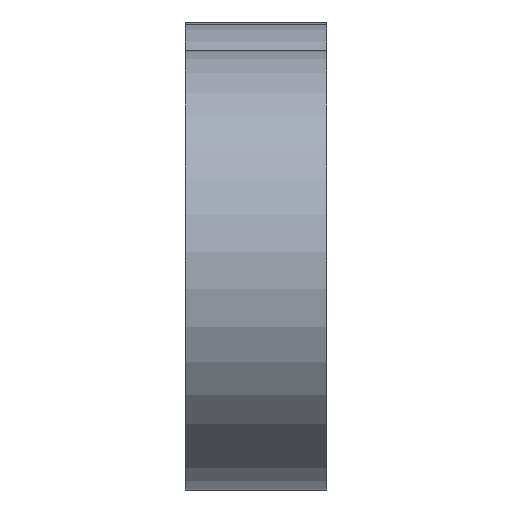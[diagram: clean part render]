
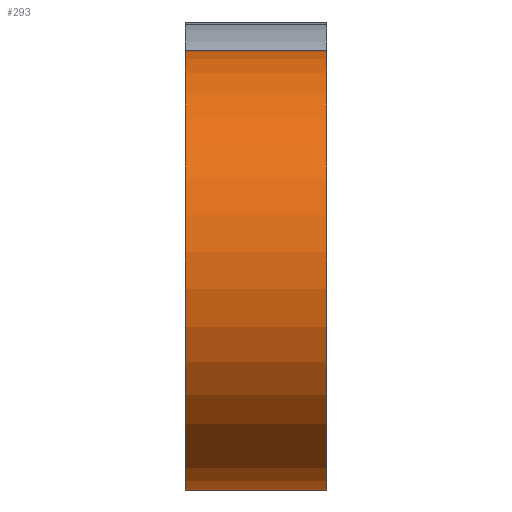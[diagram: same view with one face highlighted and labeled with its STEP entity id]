
A CAD part, front view. The second image highlights one B-rep face of the part: STEP entity #293.
In plain terms, the highlighted cylindrical face has radius 3.1 mm (diameter 6.2 mm), a partial arc.
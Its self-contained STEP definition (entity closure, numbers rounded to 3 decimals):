
#228=CARTESIAN_POINT('Line Origine',(104.,18.587,-7.685)) ;
#232=CARTESIAN_POINT('Vertex',(105.,18.587,-7.685)) ;
#234=CARTESIAN_POINT('Vertex',(103.,18.587,-7.685)) ;
#263=CARTESIAN_POINT('Axis2P3D Location',(104.,16.497,-9.975)) ;
#268=CARTESIAN_POINT('Axis2P3D Location',(105.,16.497,-9.975)) ;
#272=CARTESIAN_POINT('Vertex',(105.,18.593,-12.259)) ;
#275=CARTESIAN_POINT('Axis2P3D Location',(103.,16.497,-9.975)) ;
#279=CARTESIAN_POINT('Vertex',(103.,18.593,-12.259)) ;
#282=CARTESIAN_POINT('Line Origine',(104.,18.593,-12.259)) ;
#229=DIRECTION('Vector Direction',(-1.,0.,0.)) ;
#264=DIRECTION('Axis2P3D Direction',(1.,0.,0.)) ;
#265=DIRECTION('Axis2P3D XDirection',(0.,0.874,0.485)) ;
#269=DIRECTION('Axis2P3D Direction',(1.,0.,0.)) ;
#276=DIRECTION('Axis2P3D Direction',(1.,0.,0.)) ;
#283=DIRECTION('Vector Direction',(1.,0.,0.)) ;
#266=AXIS2_PLACEMENT_3D('Cylinder Axis2P3D',#263,#264,#265) ;
#270=AXIS2_PLACEMENT_3D('Circle Axis2P3D',#268,#269,$) ;
#277=AXIS2_PLACEMENT_3D('Circle Axis2P3D',#275,#276,$) ;
#288=ORIENTED_EDGE('',*,*,#274,.F.) ;
#289=ORIENTED_EDGE('',*,*,#236,.T.) ;
#290=ORIENTED_EDGE('',*,*,#281,.T.) ;
#291=ORIENTED_EDGE('',*,*,#286,.F.) ;
#230=VECTOR('Line Direction',#229,1.) ;
#284=VECTOR('Line Direction',#283,1.) ;
#293=ADVANCED_FACE('Link 1',(#292),#267,.T.) ;
#271=CIRCLE('generated circle',#270,3.1) ;
#278=CIRCLE('generated circle',#277,3.1) ;
#267=CYLINDRICAL_SURFACE('generated cylinder',#266,3.1) ;
#236=EDGE_CURVE('',#233,#235,#231,.T.) ;
#274=EDGE_CURVE('',#233,#273,#271,.T.) ;
#281=EDGE_CURVE('',#235,#280,#278,.T.) ;
#286=EDGE_CURVE('',#273,#280,#285,.F.) ;
#287=EDGE_LOOP('',(#288,#289,#290,#291)) ;
#292=FACE_OUTER_BOUND('',#287,.T.) ;
#231=LINE('Line',#228,#230) ;
#285=LINE('Line',#282,#284) ;
#233=VERTEX_POINT('',#232) ;
#235=VERTEX_POINT('',#234) ;
#273=VERTEX_POINT('',#272) ;
#280=VERTEX_POINT('',#279) ;
